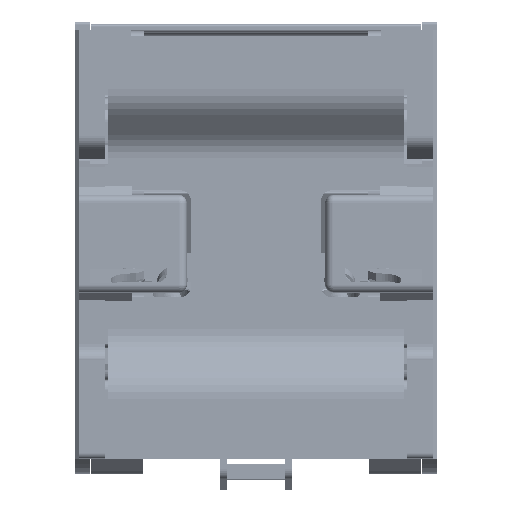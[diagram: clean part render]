
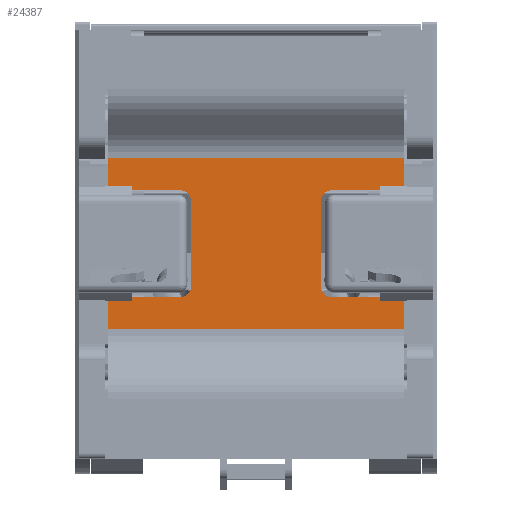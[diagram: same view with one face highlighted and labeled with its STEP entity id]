
A CAD part, front view. The second image highlights one B-rep face of the part: STEP entity #24387.
In plain terms, the highlighted face is planar.
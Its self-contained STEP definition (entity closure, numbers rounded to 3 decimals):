
#91 = ORIENTED_EDGE ( 'NONE', *, *, #17527, .T. ) ;
#176 = ORIENTED_EDGE ( 'NONE', *, *, #7536, .F. ) ;
#617 = DIRECTION ( 'NONE',  ( -1., 0., 0. ) ) ;
#714 = VERTEX_POINT ( 'NONE', #19356 ) ;
#1055 = LINE ( 'NONE', #14769, #37223 ) ;
#1469 = DIRECTION ( 'NONE',  ( 0., 1., 0. ) ) ;
#1482 = ORIENTED_EDGE ( 'NONE', *, *, #14018, .F. ) ;
#1495 = LINE ( 'NONE', #4872, #19087 ) ;
#1778 = VECTOR ( 'NONE', #40945, 1000. ) ;
#1907 = DIRECTION ( 'NONE',  ( -1., 0., 0. ) ) ;
#2044 = CARTESIAN_POINT ( 'NONE',  ( 28.55, 10.3, 0. ) ) ;
#3253 = ORIENTED_EDGE ( 'NONE', *, *, #31803, .F. ) ;
#3827 = ORIENTED_EDGE ( 'NONE', *, *, #15535, .T. ) ;
#4437 = DIRECTION ( 'NONE',  ( 0., 1., 0. ) ) ;
#4651 = CARTESIAN_POINT ( 'NONE',  ( 28.55, 16.5, 0. ) ) ;
#4753 = ORIENTED_EDGE ( 'NONE', *, *, #13911, .T. ) ;
#4843 = CARTESIAN_POINT ( 'NONE',  ( 28.55, -16.5, 0. ) ) ;
#4872 = CARTESIAN_POINT ( 'NONE',  ( 28.55, -10.3, 0. ) ) ;
#5328 = CARTESIAN_POINT ( 'NONE',  ( 28.55, -16.5, 0. ) ) ;
#5837 = DIRECTION ( 'NONE',  ( 1., 0., 0. ) ) ;
#5858 = CIRCLE ( 'NONE', #15881, 2. ) ;
#5875 = DIRECTION ( 'NONE',  ( -1., 0., 0. ) ) ;
#6056 = DIRECTION ( 'NONE',  ( 0., 0., 1. ) ) ;
#6310 = DIRECTION ( 'NONE',  ( 1., 0., 0. ) ) ;
#7167 = CARTESIAN_POINT ( 'NONE',  ( -28.55, -10.3, 0. ) ) ;
#7536 = EDGE_CURVE ( 'NONE', #8656, #21389, #42438, .T. ) ;
#7781 = VECTOR ( 'NONE', #4437, 1000. ) ;
#8187 = EDGE_CURVE ( 'NONE', #8873, #18222, #29690, .T. ) ;
#8585 = VECTOR ( 'NONE', #18301, 1000. ) ;
#8656 = VERTEX_POINT ( 'NONE', #44264 ) ;
#8721 = LINE ( 'NONE', #26492, #44230 ) ;
#8738 = ORIENTED_EDGE ( 'NONE', *, *, #8187, .F. ) ;
#8873 = VERTEX_POINT ( 'NONE', #30063 ) ;
#8876 = VERTEX_POINT ( 'NONE', #26001 ) ;
#8998 = VERTEX_POINT ( 'NONE', #40856 ) ;
#9213 = VECTOR ( 'NONE', #10427, 1000. ) ;
#9542 = CARTESIAN_POINT ( 'NONE',  ( -14.55, -8.3, 0. ) ) ;
#9611 = DIRECTION ( 'NONE',  ( 0., 1., 0. ) ) ;
#9733 = CARTESIAN_POINT ( 'NONE',  ( -28.55, 16.5, 0. ) ) ;
#10208 = LINE ( 'NONE', #34278, #9213 ) ;
#10427 = DIRECTION ( 'NONE',  ( 0., 1., 0. ) ) ;
#12018 = VECTOR ( 'NONE', #6310, 1000. ) ;
#12432 = VERTEX_POINT ( 'NONE', #15907 ) ;
#12579 = CARTESIAN_POINT ( 'NONE',  ( 28.55, -16.5, 0. ) ) ;
#12692 = CARTESIAN_POINT ( 'NONE',  ( -28.55, 10.3, 0. ) ) ;
#12735 = EDGE_CURVE ( 'NONE', #20850, #28544, #1495, .T. ) ;
#13254 = AXIS2_PLACEMENT_3D ( 'NONE', #36666, #40500, #5875 ) ;
#13911 = EDGE_CURVE ( 'NONE', #12432, #22538, #21962, .T. ) ;
#13927 = EDGE_CURVE ( 'NONE', #34302, #14486, #1055, .T. ) ;
#13928 = CARTESIAN_POINT ( 'NONE',  ( -28.55, -10.3, 0. ) ) ;
#14018 = EDGE_CURVE ( 'NONE', #42513, #8656, #36117, .T. ) ;
#14486 = VERTEX_POINT ( 'NONE', #12692 ) ;
#14769 = CARTESIAN_POINT ( 'NONE',  ( -28.55, 10.3, 0. ) ) ;
#15535 = EDGE_CURVE ( 'NONE', #14486, #21389, #24618, .T. ) ;
#15800 = EDGE_CURVE ( 'NONE', #39347, #714, #42836, .T. ) ;
#15881 = AXIS2_PLACEMENT_3D ( 'NONE', #40062, #21833, #22064 ) ;
#15907 = CARTESIAN_POINT ( 'NONE',  ( -12.55, -8.3, 0. ) ) ;
#16499 = VECTOR ( 'NONE', #1907, 1000. ) ;
#17064 = VECTOR ( 'NONE', #1469, 1000. ) ;
#17188 = CIRCLE ( 'NONE', #42341, 2. ) ;
#17527 = EDGE_CURVE ( 'NONE', #22538, #34302, #5858, .T. ) ;
#17774 = ORIENTED_EDGE ( 'NONE', *, *, #13927, .T. ) ;
#18222 = VERTEX_POINT ( 'NONE', #18347 ) ;
#18301 = DIRECTION ( 'NONE',  ( 0., 1., 0. ) ) ;
#18347 = CARTESIAN_POINT ( 'NONE',  ( 14.55, 10.3, 0. ) ) ;
#19087 = VECTOR ( 'NONE', #35666, 1000. ) ;
#19356 = CARTESIAN_POINT ( 'NONE',  ( -28.55, -16.5, 0. ) ) ;
#20417 = FACE_OUTER_BOUND ( 'NONE', #34550, .T. ) ;
#20850 = VERTEX_POINT ( 'NONE', #40413 ) ;
#21389 = VERTEX_POINT ( 'NONE', #9733 ) ;
#21563 = CARTESIAN_POINT ( 'NONE',  ( 14.55, -10.3, 0. ) ) ;
#21833 = DIRECTION ( 'NONE',  ( 0., 0., 1. ) ) ;
#21962 = LINE ( 'NONE', #28723, #7781 ) ;
#22064 = DIRECTION ( 'NONE',  ( 1., 0., 0. ) ) ;
#22525 = CARTESIAN_POINT ( 'NONE',  ( 28.55, -16.5, 0. ) ) ;
#22538 = VERTEX_POINT ( 'NONE', #37560 ) ;
#22623 = DIRECTION ( 'NONE',  ( 0., 1., 0. ) ) ;
#22670 = ORIENTED_EDGE ( 'NONE', *, *, #38763, .T. ) ;
#22932 = LINE ( 'NONE', #2044, #12018 ) ;
#24387 = ADVANCED_FACE ( 'NONE', ( #20417 ), #43375, .F. ) ;
#24618 = LINE ( 'NONE', #31609, #8585 ) ;
#24654 = DIRECTION ( 'NONE',  ( -1., 0., 0. ) ) ;
#25280 = LINE ( 'NONE', #4843, #17064 ) ;
#25705 = EDGE_CURVE ( 'NONE', #18222, #42513, #22932, .T. ) ;
#26001 = CARTESIAN_POINT ( 'NONE',  ( -14.55, -10.3, 0. ) ) ;
#26183 = DIRECTION ( 'NONE',  ( 1., 0., 0. ) ) ;
#26195 = EDGE_CURVE ( 'NONE', #714, #29949, #8721, .T. ) ;
#26492 = CARTESIAN_POINT ( 'NONE',  ( -28.55, -16.5, 0. ) ) ;
#28544 = VERTEX_POINT ( 'NONE', #21563 ) ;
#28723 = CARTESIAN_POINT ( 'NONE',  ( -12.55, 8.3, 0. ) ) ;
#28809 = ORIENTED_EDGE ( 'NONE', *, *, #15800, .T. ) ;
#29585 = ORIENTED_EDGE ( 'NONE', *, *, #36001, .F. ) ;
#29690 = CIRCLE ( 'NONE', #35422, 2. ) ;
#29949 = VERTEX_POINT ( 'NONE', #7167 ) ;
#29995 = CARTESIAN_POINT ( 'NONE',  ( 28.55, 10.3, 0. ) ) ;
#30063 = CARTESIAN_POINT ( 'NONE',  ( 12.55, 8.3, 0. ) ) ;
#31048 = DIRECTION ( 'NONE',  ( -1., 0., 0. ) ) ;
#31250 = LINE ( 'NONE', #13928, #1778 ) ;
#31489 = CARTESIAN_POINT ( 'NONE',  ( 14.55, 8.3, 0. ) ) ;
#31512 = ORIENTED_EDGE ( 'NONE', *, *, #35356, .F. ) ;
#31609 = CARTESIAN_POINT ( 'NONE',  ( -28.55, -16.5, 0. ) ) ;
#31803 = EDGE_CURVE ( 'NONE', #28544, #8998, #32649, .T. ) ;
#32187 = VECTOR ( 'NONE', #22623, 1000. ) ;
#32649 = CIRCLE ( 'NONE', #13254, 2. ) ;
#34278 = CARTESIAN_POINT ( 'NONE',  ( 12.55, 8.3, 0. ) ) ;
#34302 = VERTEX_POINT ( 'NONE', #43719 ) ;
#34550 = EDGE_LOOP ( 'NONE', ( #1482, #42792, #8738, #29585, #3253, #35816, #31512, #28809, #41294, #40424, #22670, #4753, #91, #17774, #3827, #176 ) ) ;
#35356 = EDGE_CURVE ( 'NONE', #39347, #20850, #25280, .T. ) ;
#35422 = AXIS2_PLACEMENT_3D ( 'NONE', #31489, #41616, #31048 ) ;
#35666 = DIRECTION ( 'NONE',  ( -1., 0., 0. ) ) ;
#35816 = ORIENTED_EDGE ( 'NONE', *, *, #12735, .F. ) ;
#36001 = EDGE_CURVE ( 'NONE', #8998, #8873, #10208, .T. ) ;
#36117 = LINE ( 'NONE', #5328, #32187 ) ;
#36666 = CARTESIAN_POINT ( 'NONE',  ( 14.55, -8.3, 0. ) ) ;
#37223 = VECTOR ( 'NONE', #617, 1000. ) ;
#37431 = DIRECTION ( 'NONE',  ( 0., 0., 1. ) ) ;
#37560 = CARTESIAN_POINT ( 'NONE',  ( -12.55, 8.3, 0. ) ) ;
#37761 = AXIS2_PLACEMENT_3D ( 'NONE', #12579, #6056, #5837 ) ;
#38763 = EDGE_CURVE ( 'NONE', #8876, #12432, #17188, .T. ) ;
#39347 = VERTEX_POINT ( 'NONE', #22525 ) ;
#39678 = CARTESIAN_POINT ( 'NONE',  ( 28.55, -16.5, 0. ) ) ;
#40062 = CARTESIAN_POINT ( 'NONE',  ( -14.55, 8.3, 0. ) ) ;
#40413 = CARTESIAN_POINT ( 'NONE',  ( 28.55, -10.3, 0. ) ) ;
#40424 = ORIENTED_EDGE ( 'NONE', *, *, #41525, .T. ) ;
#40500 = DIRECTION ( 'NONE',  ( 0., 0., -1. ) ) ;
#40856 = CARTESIAN_POINT ( 'NONE',  ( 12.55, -8.3, 0. ) ) ;
#40945 = DIRECTION ( 'NONE',  ( 1., 0., 0. ) ) ;
#41294 = ORIENTED_EDGE ( 'NONE', *, *, #26195, .T. ) ;
#41525 = EDGE_CURVE ( 'NONE', #29949, #8876, #31250, .T. ) ;
#41616 = DIRECTION ( 'NONE',  ( 0., 0., -1. ) ) ;
#42341 = AXIS2_PLACEMENT_3D ( 'NONE', #9542, #37431, #26183 ) ;
#42438 = LINE ( 'NONE', #4651, #44011 ) ;
#42513 = VERTEX_POINT ( 'NONE', #29995 ) ;
#42792 = ORIENTED_EDGE ( 'NONE', *, *, #25705, .F. ) ;
#42836 = LINE ( 'NONE', #39678, #16499 ) ;
#43375 = PLANE ( 'NONE',  #37761 ) ;
#43719 = CARTESIAN_POINT ( 'NONE',  ( -14.55, 10.3, 0. ) ) ;
#44011 = VECTOR ( 'NONE', #24654, 1000. ) ;
#44230 = VECTOR ( 'NONE', #9611, 1000. ) ;
#44264 = CARTESIAN_POINT ( 'NONE',  ( 28.55, 16.5, 0. ) ) ;
